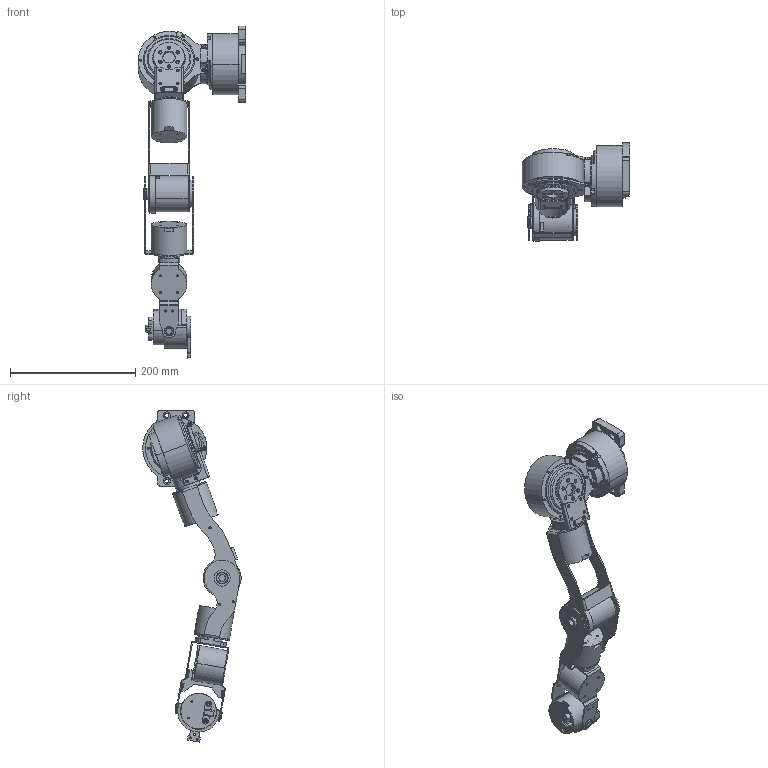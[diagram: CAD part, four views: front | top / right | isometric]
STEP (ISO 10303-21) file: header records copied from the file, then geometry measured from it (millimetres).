
FILE_DESCRIPTION(/* description */ ('STEP AP242 Edition 2','CAx-IF Rec.Pracs.---Representation and Presentation of Product Manufacturing Information (PMI)---4.0---2014-10-13','CAx-IF Rec.Pracs.---3D Tessellated Geometry---0.4---2014-09-14','2;1','CAx-IF Rec.Pracs.---User Defined Attributes---1.5---2016-08-15'),/* implementation_level */ '2;1');
FILE_NAME(/* name */ '697c843446433338537f2129',/* time_stamp */ '2026-01-30T10:13:09Z',/* author */ (''),/* organization */ (''),/* preprocessor_version */ 'ST-DEVELOPER v20',/* originating_system */ 'ONSHAPE BY PTC INC, 1.209',/* authorisation */ ' ');
FILE_SCHEMA (('AP242_MANAGED_MODEL_BASED_3D_ENGINEERING_MIM_LF { 1 0 10303 442 3 1 4 }'));
Length unit declared in the file: metre
Products named in the file (33): left arm; J8_A; l6_URDF <2>; J7_C; Cut-Extrude6[1]; J7_AB; l3_ASM <2>; J4_A; Boss-Extrude3[1]; Cut-Extrude5[1]; J4_B; l1_ASM <2>; J1_C; DM-J8009P-2EC; J1_D; J1_E; l2_ASM <2>; J2_A; J2_B; J2_C; l4_ASM <2>; J4_C; J4_E; J4_D; base_ASM <1>; J1_A; J1_B; l5_right_ASM <1>; J6_A; J5_A; J6_C_right; J6_D; J6_B
Assembly tree (35 placements, depth 3):
  left arm
    J8_A
    l6_URDF <2>
      J7_C
      Cut-Extrude6[1]
      J7_AB
    l3_ASM <2>
      J4_A
      Boss-Extrude3[1]
      Cut-Extrude5[1]
      J4_B
    l1_ASM <2>
      J1_C
      DM-J8009P-2EC
      J1_D
      J1_E
    l2_ASM <2>
      J2_A
      J2_B
      J2_C
    l4_ASM <2>
      J4_C
      J4_E
      J4_D
      Cut-Extrude6[1]
    base_ASM <1>
      DM-J8009P-2EC
      J1_A
      J1_B
    l5_right_ASM <1>
      Cut-Extrude6[1]
      J6_A
      J5_A
      J6_C_right
      J6_D
      J6_B
Bounding box: 171.5 x 157.06 x 530.46 mm (x, y, z)
Volume: 1645924.4 mm3; surface area: 329736.1 mm2
Topology: 28 solids, 28 shells, 1574 faces, 4093 edges, 2682 vertices
Faces by surface type: cylinder 965, plane 512, cone 97
Full cylindrical faces by diameter (mm): 2.5 x3, 3.2 x9, 3.3 x15, 3.4 x62, 3.8 x21, 4.5 x24, 4.8 x6, 4.9 x6, 5.1 x6, 5.5 x15, 6 x10, 6.5 x26, 6.6 x4, 8 x5, 9.5 x6, 10 x3, 11 x5, 12 x1, 15 x4, 17 x1, 17.5 x2, 19 x1, 20 x1, 26 x1, 33.4 x1, 42.5 x1, 61 x1
Entity records: 41584 total; most frequent: DIRECTION 7638, CARTESIAN_POINT 6839, ORIENTED_EDGE 6338, EDGE_CURVE 3169, AXIS2_PLACEMENT_3D 3101, VERTEX_POINT 2268, FACE_BOUND 2085, EDGE_LOOP 2073
